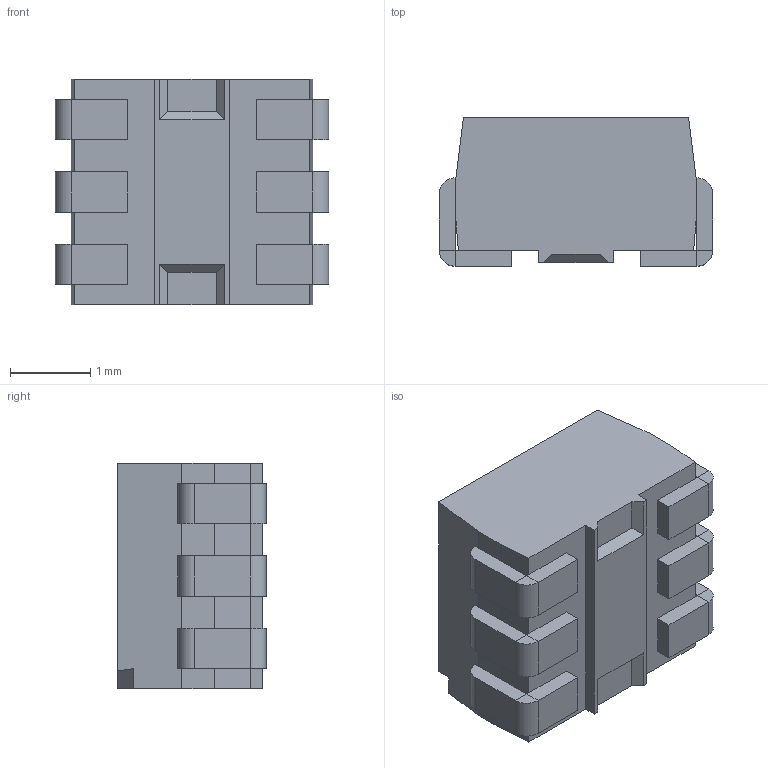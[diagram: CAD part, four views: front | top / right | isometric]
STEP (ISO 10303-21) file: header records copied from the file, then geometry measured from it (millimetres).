
FILE_DESCRIPTION (( 'STEP AP214' ), '1' );
FILE_NAME ('User Library-RGB LED Zwart ASMT-YTC2-0AA02.STEP', '2019-03-28T11:55:58', ( '' ), ( '' ), 'SwSTEP 2.0', 'SolidWorks 2019', '' );
FILE_SCHEMA (( 'AUTOMOTIVE_DESIGN' ));
Length unit declared in the file: millimetre
Products named in the file (3): User Library-RGB LED Zwart ASMT-YTC2-0AA02; User Library-RGB LED Zwart ASMT-YTC2-0AA02_ASMT-YTC2-0AA02; User Library-RGB LED Zwart ASMT-YTC2-0AA02_Pootje RGB LED
Assembly tree (7 placements, depth 2):
  User Library-RGB LED Zwart ASMT-YTC2-0AA02
    User Library-RGB LED Zwart ASMT-YTC2-0AA02_Pootje RGB LED  x6
    User Library-RGB LED Zwart ASMT-YTC2-0AA02_ASMT-YTC2-0AA02
Bounding box: 3.4 x 1.85 x 2.8 mm (x, y, z)
Volume: 15 mm3; surface area: 72.6 mm2
Topology: 11 solids, 11 shells, 139 faces, 300 edges, 184 vertices
Faces by surface type: plane 119, cylinder 20
Entity records: 2424 total; most frequent: CARTESIAN_POINT 373, DIRECTION 363, ORIENTED_EDGE 350, EDGE_CURVE 175, LINE 155, VECTOR 155, VERTEX_POINT 114, AXIS2_PLACEMENT_3D 104
